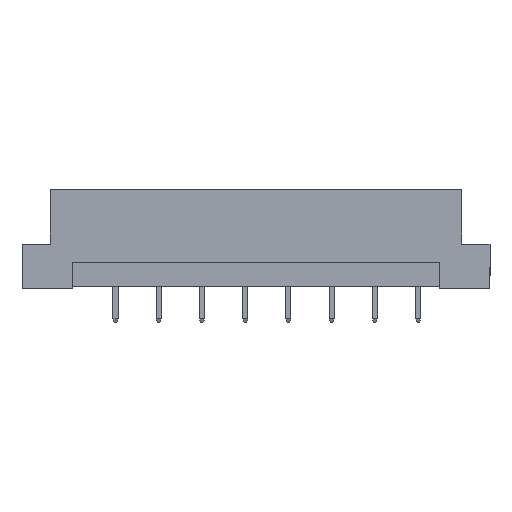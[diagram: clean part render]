
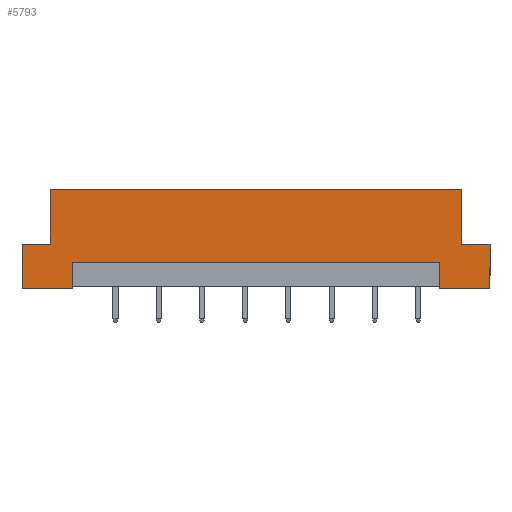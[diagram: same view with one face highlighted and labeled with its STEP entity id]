
A CAD part, front view. The second image highlights one B-rep face of the part: STEP entity #5793.
In plain terms, the highlighted planar face has unit normal (0, -1, 0).
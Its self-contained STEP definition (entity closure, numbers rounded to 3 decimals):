
#109 = CARTESIAN_POINT ( 'NONE',  ( 27.5, -4.3, 5.2 ) ) ;
#122 = CARTESIAN_POINT ( 'NONE',  ( -27.5, -4.3, 5.2 ) ) ;
#159 = VERTEX_POINT ( 'NONE', #2643 ) ;
#204 = VECTOR ( 'NONE', #6329, 1000. ) ;
#228 = LINE ( 'NONE', #1609, #393 ) ;
#263 = VERTEX_POINT ( 'NONE', #1142 ) ;
#289 = EDGE_CURVE ( 'NONE', #6293, #2440, #1816, .T. ) ;
#355 = CARTESIAN_POINT ( 'NONE',  ( 24.2, -4.3, 5.2 ) ) ;
#373 = VERTEX_POINT ( 'NONE', #3932 ) ;
#392 = VECTOR ( 'NONE', #4944, 1000. ) ;
#393 = VECTOR ( 'NONE', #2199, 1000. ) ;
#459 = CARTESIAN_POINT ( 'NONE',  ( -21.6, -4.3, 0.2 ) ) ;
#645 = VECTOR ( 'NONE', #5955, 1000. ) ;
#904 = LINE ( 'NONE', #2346, #392 ) ;
#929 = CARTESIAN_POINT ( 'NONE',  ( 24.2, -4.3, 5.2 ) ) ;
#1142 = CARTESIAN_POINT ( 'NONE',  ( 21.6, -4.3, 0. ) ) ;
#1515 = ORIENTED_EDGE ( 'NONE', *, *, #3115, .T. ) ;
#1550 = LINE ( 'NONE', #4677, #4419 ) ;
#1572 = DIRECTION ( 'NONE',  ( 0., 0., 1. ) ) ;
#1609 = CARTESIAN_POINT ( 'NONE',  ( -24.2, -4.3, 5.2 ) ) ;
#1647 = CARTESIAN_POINT ( 'NONE',  ( 21.6, -4.3, 0.2 ) ) ;
#1672 = ORIENTED_EDGE ( 'NONE', *, *, #289, .F. ) ;
#1698 = LINE ( 'NONE', #4781, #5921 ) ;
#1711 = VECTOR ( 'NONE', #1572, 1000. ) ;
#1816 = LINE ( 'NONE', #5404, #5409 ) ;
#1819 = CARTESIAN_POINT ( 'NONE',  ( 27.5, -4.3, 0. ) ) ;
#1884 = VERTEX_POINT ( 'NONE', #4256 ) ;
#1984 = EDGE_CURVE ( 'NONE', #4136, #6293, #228, .T. ) ;
#1997 = ORIENTED_EDGE ( 'NONE', *, *, #4612, .T. ) ;
#2041 = EDGE_CURVE ( 'NONE', #5742, #373, #6511, .T. ) ;
#2069 = VERTEX_POINT ( 'NONE', #3458 ) ;
#2199 = DIRECTION ( 'NONE',  ( 0., 0., 1. ) ) ;
#2218 = LINE ( 'NONE', #122, #3220 ) ;
#2241 = VERTEX_POINT ( 'NONE', #6214 ) ;
#2284 = CARTESIAN_POINT ( 'NONE',  ( -24.2, -4.3, 5.2 ) ) ;
#2346 = CARTESIAN_POINT ( 'NONE',  ( 27.5, -4.3, 5.2 ) ) ;
#2435 = ORIENTED_EDGE ( 'NONE', *, *, #1984, .F. ) ;
#2440 = VERTEX_POINT ( 'NONE', #5481 ) ;
#2575 = VECTOR ( 'NONE', #5017, 1000. ) ;
#2643 = CARTESIAN_POINT ( 'NONE',  ( -21.6, -4.3, 3. ) ) ;
#2656 = ORIENTED_EDGE ( 'NONE', *, *, #3676, .T. ) ;
#2744 = DIRECTION ( 'NONE',  ( 0., 1., 0. ) ) ;
#2919 = VERTEX_POINT ( 'NONE', #929 ) ;
#3107 = LINE ( 'NONE', #459, #3439 ) ;
#3115 = EDGE_CURVE ( 'NONE', #1884, #4099, #3241, .T. ) ;
#3220 = VECTOR ( 'NONE', #4885, 1000. ) ;
#3241 = LINE ( 'NONE', #5361, #204 ) ;
#3253 = PLANE ( 'NONE',  #6158 ) ;
#3284 = DIRECTION ( 'NONE',  ( -1., 0., 0. ) ) ;
#3287 = CARTESIAN_POINT ( 'NONE',  ( -27.5, -4.3, 0. ) ) ;
#3396 = EDGE_LOOP ( 'NONE', ( #2656, #6418, #4789, #4140, #6291, #1997, #1672, #2435, #3605, #1515, #5805, #3852 ) ) ;
#3428 = VECTOR ( 'NONE', #5500, 1000. ) ;
#3439 = VECTOR ( 'NONE', #5210, 1000. ) ;
#3458 = CARTESIAN_POINT ( 'NONE',  ( -21.6, -4.3, 0. ) ) ;
#3464 = DIRECTION ( 'NONE',  ( 1., 0., 0. ) ) ;
#3605 = ORIENTED_EDGE ( 'NONE', *, *, #3654, .F. ) ;
#3610 = DIRECTION ( 'NONE',  ( 1., 0., 0. ) ) ;
#3654 = EDGE_CURVE ( 'NONE', #1884, #4136, #2218, .T. ) ;
#3676 = EDGE_CURVE ( 'NONE', #159, #2241, #1698, .T. ) ;
#3775 = LINE ( 'NONE', #1647, #1711 ) ;
#3790 = EDGE_CURVE ( 'NONE', #2919, #5742, #904, .T. ) ;
#3852 = ORIENTED_EDGE ( 'NONE', *, *, #5702, .F. ) ;
#3927 = CARTESIAN_POINT ( 'NONE',  ( 27.5, -4.3, 11.6 ) ) ;
#3932 = CARTESIAN_POINT ( 'NONE',  ( 27.5, -4.3, 0. ) ) ;
#4099 = VERTEX_POINT ( 'NONE', #3287 ) ;
#4136 = VERTEX_POINT ( 'NONE', #2284 ) ;
#4140 = ORIENTED_EDGE ( 'NONE', *, *, #2041, .F. ) ;
#4256 = CARTESIAN_POINT ( 'NONE',  ( -27.5, -4.3, 5.2 ) ) ;
#4419 = VECTOR ( 'NONE', #3610, 1000. ) ;
#4612 = EDGE_CURVE ( 'NONE', #2919, #2440, #6548, .T. ) ;
#4677 = CARTESIAN_POINT ( 'NONE',  ( 27.5, -4.3, 0. ) ) ;
#4781 = CARTESIAN_POINT ( 'NONE',  ( -21.6, -4.3, 3. ) ) ;
#4789 = ORIENTED_EDGE ( 'NONE', *, *, #5325, .T. ) ;
#4885 = DIRECTION ( 'NONE',  ( 1., 0., 0. ) ) ;
#4944 = DIRECTION ( 'NONE',  ( 1., 0., 0. ) ) ;
#5000 = EDGE_CURVE ( 'NONE', #263, #2241, #3775, .T. ) ;
#5017 = DIRECTION ( 'NONE',  ( 0., 0., -1. ) ) ;
#5210 = DIRECTION ( 'NONE',  ( 0., 0., -1. ) ) ;
#5316 = CARTESIAN_POINT ( 'NONE',  ( 27.5, -4.3, 11.6 ) ) ;
#5325 = EDGE_CURVE ( 'NONE', #263, #373, #1550, .T. ) ;
#5339 = CARTESIAN_POINT ( 'NONE',  ( -24.2, -4.3, 11.6 ) ) ;
#5361 = CARTESIAN_POINT ( 'NONE',  ( -27.5, -4.3, 11.6 ) ) ;
#5404 = CARTESIAN_POINT ( 'NONE',  ( 27.5, -4.3, 11.6 ) ) ;
#5409 = VECTOR ( 'NONE', #3464, 1000. ) ;
#5481 = CARTESIAN_POINT ( 'NONE',  ( 24.2, -4.3, 11.6 ) ) ;
#5500 = DIRECTION ( 'NONE',  ( 0., 0., 1. ) ) ;
#5702 = EDGE_CURVE ( 'NONE', #159, #2069, #3107, .T. ) ;
#5742 = VERTEX_POINT ( 'NONE', #109 ) ;
#5793 = ADVANCED_FACE ( 'NONE', ( #6309 ), #3253, .F. ) ;
#5805 = ORIENTED_EDGE ( 'NONE', *, *, #5988, .T. ) ;
#5921 = VECTOR ( 'NONE', #6321, 1000. ) ;
#5955 = DIRECTION ( 'NONE',  ( 1., 0., 0. ) ) ;
#5988 = EDGE_CURVE ( 'NONE', #4099, #2069, #6457, .T. ) ;
#6158 = AXIS2_PLACEMENT_3D ( 'NONE', #5316, #2744, #3284 ) ;
#6214 = CARTESIAN_POINT ( 'NONE',  ( 21.6, -4.3, 3. ) ) ;
#6291 = ORIENTED_EDGE ( 'NONE', *, *, #3790, .F. ) ;
#6293 = VERTEX_POINT ( 'NONE', #5339 ) ;
#6309 = FACE_OUTER_BOUND ( 'NONE', #3396, .T. ) ;
#6321 = DIRECTION ( 'NONE',  ( 1., 0., 0. ) ) ;
#6329 = DIRECTION ( 'NONE',  ( 0., 0., -1. ) ) ;
#6418 = ORIENTED_EDGE ( 'NONE', *, *, #5000, .F. ) ;
#6457 = LINE ( 'NONE', #1819, #645 ) ;
#6511 = LINE ( 'NONE', #3927, #2575 ) ;
#6548 = LINE ( 'NONE', #355, #3428 ) ;
